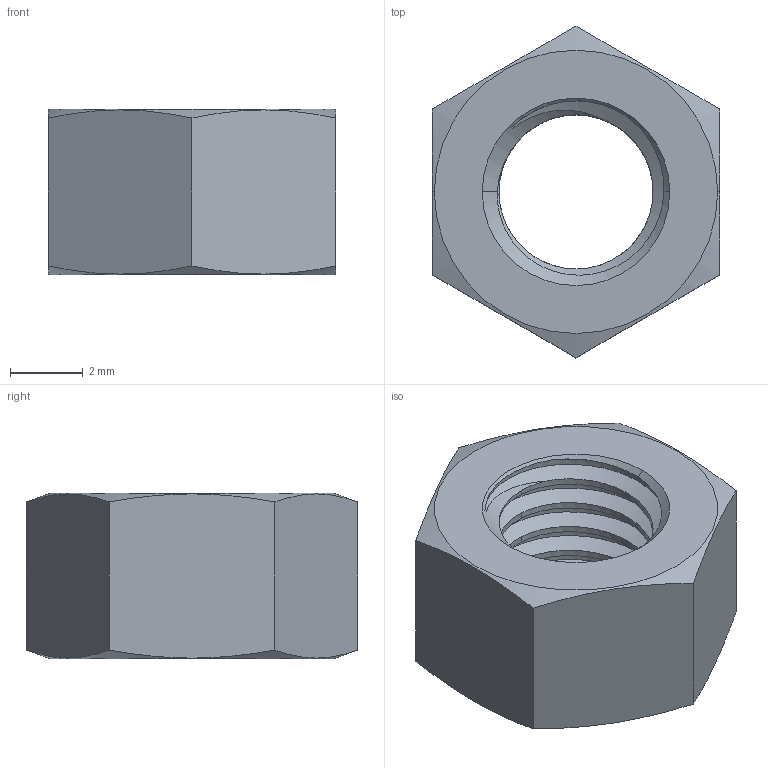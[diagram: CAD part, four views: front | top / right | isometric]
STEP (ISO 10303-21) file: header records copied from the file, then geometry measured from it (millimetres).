
FILE_DESCRIPTION(('STEP AP203'),'1');
FILE_NAME('00100106008.stp','2020-06-24T14:37:27',('TraceParts'),('TraceParts S.A.'),'Spatial InterOp 3D',' ',' ');
FILE_SCHEMA(('CONFIG_CONTROL_DESIGN'));
Length unit declared in the file: millimetre
Products named in the file (1): 1
Bounding box: 7.89 x 9.11 x 4.55 mm (x, y, z)
Volume: 166.5 mm3; surface area: 288.4 mm2
Topology: 1 solids, 1 shells, 42 faces, 120 edges, 80 vertices
Faces by surface type: cylinder 23, plane 9, cone 8, bspline 2
Entity records: 2243 total; most frequent: CARTESIAN_POINT 1258, ORIENTED_EDGE 240, DIRECTION 148, EDGE_CURVE 120, VERTEX_POINT 80, AXIS2_PLACEMENT_3D 55, EDGE_LOOP 44, ADVANCED_FACE 42
